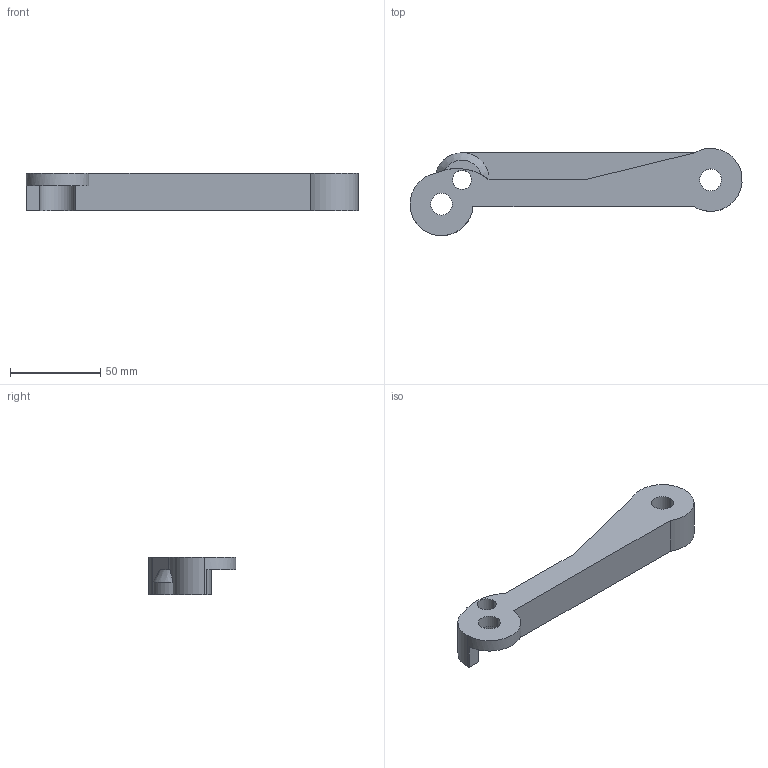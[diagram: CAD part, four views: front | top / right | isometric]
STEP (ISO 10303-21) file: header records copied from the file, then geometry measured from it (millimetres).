
FILE_DESCRIPTION (( 'STEP AP203' ), '1' );
FILE_NAME ('cale etrier gauche.STEP', '2020-06-22T18:43:22', ( '' ), ( '' ), 'SwSTEP 2.0', 'SolidWorks 2014', '' );
FILE_SCHEMA (( 'CONFIG_CONTROL_DESIGN' ));
Length unit declared in the file: millimetre
Products named in the file (1): cale etrier gauche
Bounding box: 184.33 x 48.45 x 21 mm (x, y, z)
Volume: 80260.8 mm3; surface area: 21319.9 mm2
Topology: 1 solids, 1 shells, 25 faces, 66 edges, 43 vertices
Faces by surface type: cylinder 14, plane 10, cone 1
Entity records: 882 total; most frequent: DIRECTION 147, CARTESIAN_POINT 145, ORIENTED_EDGE 132, EDGE_CURVE 66, AXIS2_PLACEMENT_3D 57, VERTEX_POINT 43, LINE 33, VECTOR 33
